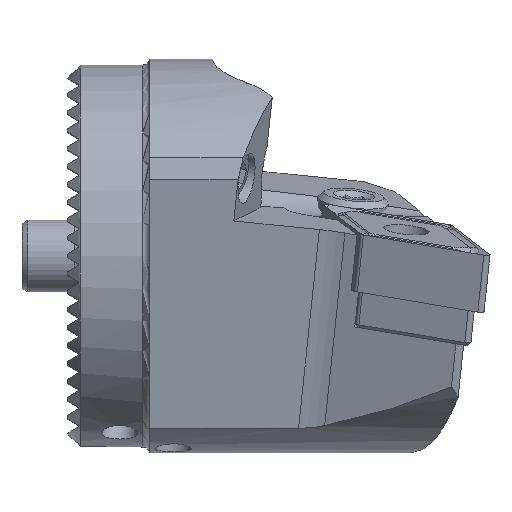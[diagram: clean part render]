
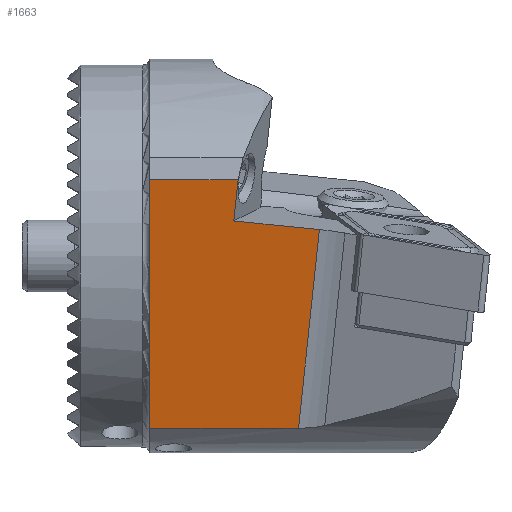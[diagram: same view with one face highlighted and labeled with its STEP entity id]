
A CAD part, top view. The second image highlights one B-rep face of the part: STEP entity #1663.
In plain terms, the highlighted planar face has unit normal (0, -0.208, 0.978).
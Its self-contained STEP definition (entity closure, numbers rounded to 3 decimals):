
#502 = CARTESIAN_POINT ( 'NONE',  ( 6.5, 6.369, 18.222 ) ) ;
#1030 = DIRECTION ( 'NONE',  ( 0., 0.208, -0.978 ) ) ;
#1064 = EDGE_CURVE ( 'NONE', #13108, #4540, #7206, .T. ) ;
#1635 = DIRECTION ( 'NONE',  ( -0.102, -0.973, -0.207 ) ) ;
#1663 = ADVANCED_FACE ( 'NONE', ( #11329 ), #4763, .F. ) ;
#2039 = VECTOR ( 'NONE', #9474, 1000. ) ;
#2066 = VERTEX_POINT ( 'NONE', #9946 ) ;
#2646 = ORIENTED_EDGE ( 'NONE', *, *, #6876, .F. ) ;
#3224 = CARTESIAN_POINT ( 'NONE',  ( 6.483, -3.431, 16.139 ) ) ;
#3395 = EDGE_CURVE ( 'NONE', #2066, #4628, #7590, .T. ) ;
#3504 = VERTEX_POINT ( 'NONE', #15052 ) ;
#3548 = CARTESIAN_POINT ( 'NONE',  ( 17.223, -31.024, 10.274 ) ) ;
#3642 = CARTESIAN_POINT ( 'NONE',  ( 17.223, -31.024, 10.274 ) ) ;
#3716 = AXIS2_PLACEMENT_3D ( 'NONE', #3548, #1030, #11949 ) ;
#4106 = LINE ( 'NONE', #3642, #2039 ) ;
#4330 = LINE ( 'NONE', #5110, #10280 ) ;
#4455 = CARTESIAN_POINT ( 'NONE',  ( 6.5, -5.21, 15.761 ) ) ;
#4540 = VERTEX_POINT ( 'NONE', #502 ) ;
#4561 = VERTEX_POINT ( 'NONE', #9970 ) ;
#4628 = VERTEX_POINT ( 'NONE', #11597 ) ;
#4763 = PLANE ( 'NONE',  #3716 ) ;
#4863 = EDGE_CURVE ( 'NONE', #13108, #3504, #4330, .T. ) ;
#4898 = CARTESIAN_POINT ( 'NONE',  ( 1.091, 4.158, 17.753 ) ) ;
#5110 = CARTESIAN_POINT ( 'NONE',  ( 10.052, -30.303, 10.427 ) ) ;
#5553 = ORIENTED_EDGE ( 'NONE', *, *, #1064, .T. ) ;
#6233 = EDGE_CURVE ( 'NONE', #12377, #8640, #4106, .T. ) ;
#6234 = CARTESIAN_POINT ( 'NONE',  ( 6.5, 6.369, 18.222 ) ) ;
#6303 = EDGE_LOOP ( 'NONE', ( #7695, #5553, #13430, #7995, #2646, #13178, #7008, #12281 ) ) ;
#6616 = CARTESIAN_POINT ( 'NONE',  ( 6.5, -4.617, 15.887 ) ) ;
#6642 = VECTOR ( 'NONE', #11000, 1000. ) ;
#6876 = EDGE_CURVE ( 'NONE', #4561, #2066, #12708, .T. ) ;
#7008 = ORIENTED_EDGE ( 'NONE', *, *, #6233, .T. ) ;
#7206 = LINE ( 'NONE', #6234, #6642 ) ;
#7590 = B_SPLINE_CURVE_WITH_KNOTS ( 'NONE', 3,
 ( #4455, #6616, #3224, #11582, #13989 ),
 .UNSPECIFIED., .F., .F.,
 ( 4, 1, 4 ),
 ( 0.003, 0.005, 0.007 ),
 .UNSPECIFIED. ) ;
#7651 = VECTOR ( 'NONE', #15402, 1000. ) ;
#7695 = ORIENTED_EDGE ( 'NONE', *, *, #4863, .F. ) ;
#7838 = CARTESIAN_POINT ( 'NONE',  ( 6.5, 16.662, 20.41 ) ) ;
#7995 = ORIENTED_EDGE ( 'NONE', *, *, #3395, .F. ) ;
#8310 = CARTESIAN_POINT ( 'NONE',  ( 6.5, 16.662, 20.41 ) ) ;
#8640 = VERTEX_POINT ( 'NONE', #14719 ) ;
#9036 = LINE ( 'NONE', #4898, #14266 ) ;
#9474 = DIRECTION ( 'NONE',  ( 0.102, 0.973, 0.207 ) ) ;
#9597 = DIRECTION ( 'NONE',  ( -0.995, 0.1, 0.021 ) ) ;
#9842 = DIRECTION ( 'NONE',  ( -1., 0., 0. ) ) ;
#9946 = CARTESIAN_POINT ( 'NONE',  ( 6.5, -5.21, 15.761 ) ) ;
#9970 = CARTESIAN_POINT ( 'NONE',  ( 6.5, -14.447, 13.798 ) ) ;
#10280 = VECTOR ( 'NONE', #1635, 1000. ) ;
#11000 = DIRECTION ( 'NONE',  ( -1., 0., 0. ) ) ;
#11329 = FACE_OUTER_BOUND ( 'NONE', #6303, .T. ) ;
#11439 = CARTESIAN_POINT ( 'NONE',  ( 18.965, -14.447, 13.798 ) ) ;
#11582 = CARTESIAN_POINT ( 'NONE',  ( 6.5, -2.244, 16.392 ) ) ;
#11597 = CARTESIAN_POINT ( 'NONE',  ( 6.5, -1.651, 16.518 ) ) ;
#11865 = EDGE_CURVE ( 'NONE', #4628, #4540, #13552, .T. ) ;
#11897 = EDGE_CURVE ( 'NONE', #8640, #3504, #9036, .T. ) ;
#11949 = DIRECTION ( 'NONE',  ( 0., 0.978, 0.208 ) ) ;
#12196 = LINE ( 'NONE', #14643, #14621 ) ;
#12281 = ORIENTED_EDGE ( 'NONE', *, *, #11897, .T. ) ;
#12377 = VERTEX_POINT ( 'NONE', #11439 ) ;
#12708 = LINE ( 'NONE', #8310, #7651 ) ;
#13108 = VERTEX_POINT ( 'NONE', #13155 ) ;
#13155 = CARTESIAN_POINT ( 'NONE',  ( 13.906, 6.369, 18.222 ) ) ;
#13178 = ORIENTED_EDGE ( 'NONE', *, *, #14801, .F. ) ;
#13430 = ORIENTED_EDGE ( 'NONE', *, *, #11865, .F. ) ;
#13552 = LINE ( 'NONE', #7838, #14081 ) ;
#13989 = CARTESIAN_POINT ( 'NONE',  ( 6.5, -1.651, 16.518 ) ) ;
#14081 = VECTOR ( 'NONE', #14155, 1000. ) ;
#14155 = DIRECTION ( 'NONE',  ( 0., 0.978, 0.208 ) ) ;
#14266 = VECTOR ( 'NONE', #9597, 1000. ) ;
#14621 = VECTOR ( 'NONE', #9842, 1000. ) ;
#14643 = CARTESIAN_POINT ( 'NONE',  ( -1.123, -14.447, 13.798 ) ) ;
#14719 = CARTESIAN_POINT ( 'NONE',  ( 20.713, 2.185, 17.333 ) ) ;
#14801 = EDGE_CURVE ( 'NONE', #12377, #4561, #12196, .T. ) ;
#15052 = CARTESIAN_POINT ( 'NONE',  ( 13.542, 2.906, 17.486 ) ) ;
#15402 = DIRECTION ( 'NONE',  ( 0., 0.978, 0.208 ) ) ;
